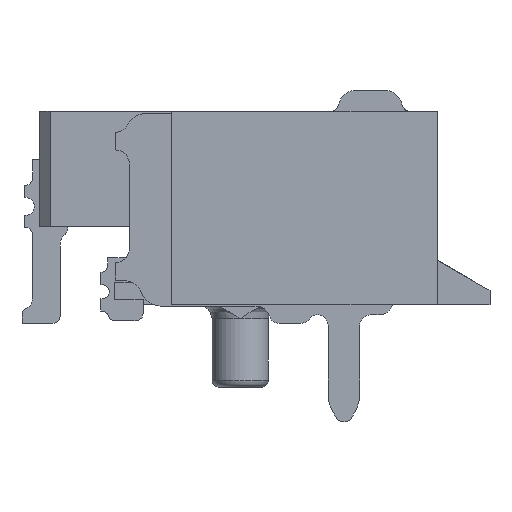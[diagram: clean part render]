
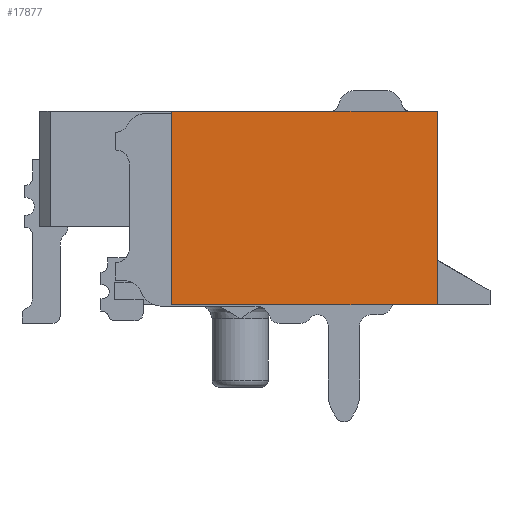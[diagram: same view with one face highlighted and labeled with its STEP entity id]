
A CAD part, left-side view. The second image highlights one B-rep face of the part: STEP entity #17877.
In plain terms, the highlighted planar face has unit normal (-1, 0, 0).
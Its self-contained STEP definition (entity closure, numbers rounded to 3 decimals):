
#475=PLANE($,#19238);
#1317=FACE_OUTER_BOUND($,#2279,.T.);
#2279=EDGE_LOOP($,(#15021,#15022,#15023,#15024));
#3923=LINE($,#28350,#6019);
#4050=LINE($,#28609,#6146);
#4051=LINE($,#28611,#6147);
#4052=LINE($,#28612,#6148);
#6019=VECTOR($,#22852,3.775);
#6146=VECTOR($,#23005,2.75);
#6147=VECTOR($,#23006,2.75);
#6148=VECTOR($,#23007,3.775);
#8507=VERTEX_POINT($,#28347);
#8508=VERTEX_POINT($,#28349);
#8627=VERTEX_POINT($,#28608);
#8628=VERTEX_POINT($,#28610);
#10766=EDGE_CURVE($,#8507,#8508,#3923,.T.);
#10897=EDGE_CURVE($,#8508,#8627,#4050,.T.);
#10898=EDGE_CURVE($,#8628,#8507,#4051,.T.);
#10899=EDGE_CURVE($,#8627,#8628,#4052,.T.);
#15021=ORIENTED_EDGE($,*,*,#10897,.F.);
#15022=ORIENTED_EDGE($,*,*,#10766,.F.);
#15023=ORIENTED_EDGE($,*,*,#10898,.F.);
#15024=ORIENTED_EDGE($,*,*,#10899,.F.);
#17877=ADVANCED_FACE($,(#1317),#475,.F.);
#19238=AXIS2_PLACEMENT_3D($,#28607,#23003,#23004);
#22852=DIRECTION($,(0.,1.,0.));
#23003=DIRECTION('center_axis',(1.,0.,0.));
#23004=DIRECTION('ref_axis',(0.,1.,0.));
#23005=DIRECTION($,(0.,0.,1.));
#23006=DIRECTION($,(0.,0.,-1.));
#23007=DIRECTION($,(0.,-1.,0.));
#28347=CARTESIAN_POINT('',(-5.626,-4.988,0.264));
#28349=CARTESIAN_POINT('',(-5.626,-1.213,0.264));
#28350=CARTESIAN_POINT($,(-5.626,0.662,0.264));
#28607=CARTESIAN_POINT('Origin',(-5.626,-4.988,3.014));
#28608=CARTESIAN_POINT('',(-5.626,-1.213,3.014));
#28609=CARTESIAN_POINT($,(-5.626,-1.213,-1.4));
#28610=CARTESIAN_POINT('',(-5.626,-4.988,3.014));
#28611=CARTESIAN_POINT($,(-5.626,-4.988,0.264));
#28612=CARTESIAN_POINT($,(-5.626,0.662,3.014));
